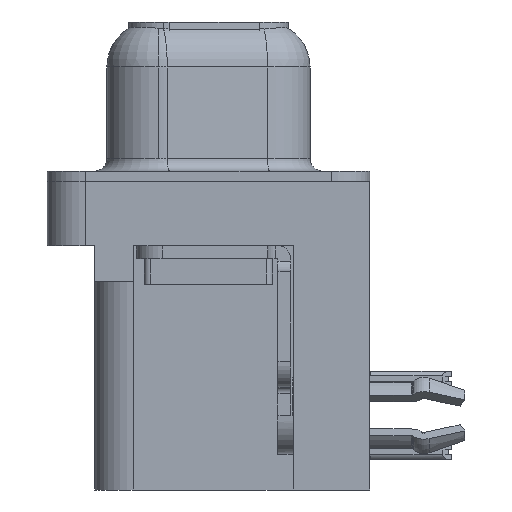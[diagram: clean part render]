
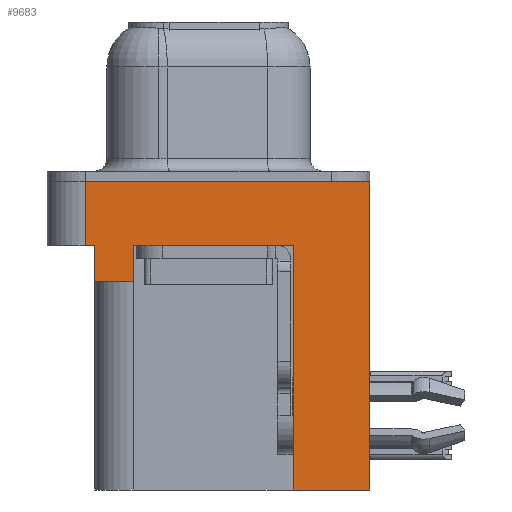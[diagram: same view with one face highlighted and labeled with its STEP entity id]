
A CAD part, left-side view. The second image highlights one B-rep face of the part: STEP entity #9683.
In plain terms, the highlighted planar face has unit normal (-1, 0, 0).
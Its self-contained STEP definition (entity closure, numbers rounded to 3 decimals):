
#351 = EDGE_CURVE ( 'NONE', #13657, #8426, #14581, .T. ) ;
#591 = CARTESIAN_POINT ( 'NONE',  ( -2.91, 2.895, -3.9 ) ) ;
#714 = ORIENTED_EDGE ( 'NONE', *, *, #13064, .F. ) ;
#1625 = CARTESIAN_POINT ( 'NONE',  ( -2.91, 2.895, -2.5 ) ) ;
#1974 = CARTESIAN_POINT ( 'NONE',  ( -2.91, 4.775, -2.5 ) ) ;
#2217 = AXIS2_PLACEMENT_3D ( 'NONE', #21859, #5472, #18293 ) ;
#2328 = DIRECTION ( 'NONE',  ( 0., 0., 1. ) ) ;
#2386 = ORIENTED_EDGE ( 'NONE', *, *, #4821, .F. ) ;
#2389 = LINE ( 'NONE', #6107, #21244 ) ;
#2551 = ORIENTED_EDGE ( 'NONE', *, *, #13401, .F. ) ;
#2792 = CARTESIAN_POINT ( 'NONE',  ( -2.91, -3.295, -12. ) ) ;
#2972 = CARTESIAN_POINT ( 'NONE',  ( -2.91, -6.275, 0. ) ) ;
#3572 = CARTESIAN_POINT ( 'NONE',  ( -2.91, -3.295, -2.5 ) ) ;
#3735 = CARTESIAN_POINT ( 'NONE',  ( -2.91, 4.425, -3.9 ) ) ;
#3934 = ORIENTED_EDGE ( 'NONE', *, *, #12089, .F. ) ;
#4154 = EDGE_CURVE ( 'NONE', #16040, #16452, #17294, .T. ) ;
#4357 = VERTEX_POINT ( 'NONE', #1625 ) ;
#4478 = VECTOR ( 'NONE', #2328, 1000. ) ;
#4821 = EDGE_CURVE ( 'NONE', #16040, #16965, #2389, .T. ) ;
#5472 = DIRECTION ( 'NONE',  ( -1., 0., 0. ) ) ;
#6107 = CARTESIAN_POINT ( 'NONE',  ( -2.91, -3.295, -12. ) ) ;
#7231 = DIRECTION ( 'NONE',  ( 0., 0., 1. ) ) ;
#7385 = EDGE_CURVE ( 'NONE', #4357, #19725, #16056, .T. ) ;
#7938 = ORIENTED_EDGE ( 'NONE', *, *, #19453, .T. ) ;
#8098 = LINE ( 'NONE', #3735, #23526 ) ;
#8151 = VERTEX_POINT ( 'NONE', #591 ) ;
#8200 = CARTESIAN_POINT ( 'NONE',  ( -2.91, 4.775, -2.5 ) ) ;
#8401 = VECTOR ( 'NONE', #21221, 1000. ) ;
#8426 = VERTEX_POINT ( 'NONE', #17689 ) ;
#8736 = CARTESIAN_POINT ( 'NONE',  ( -2.91, 4.425, -3.9 ) ) ;
#8782 = LINE ( 'NONE', #10358, #10781 ) ;
#9536 = EDGE_CURVE ( 'NONE', #16965, #19725, #8782, .T. ) ;
#9683 = ADVANCED_FACE ( 'NONE', ( #14563 ), #12779, .T. ) ;
#10358 = CARTESIAN_POINT ( 'NONE',  ( -2.91, -3.295, -12. ) ) ;
#10472 = DIRECTION ( 'NONE',  ( 0., -1., 0. ) ) ;
#10569 = DIRECTION ( 'NONE',  ( 0., 1., 0. ) ) ;
#10742 = ORIENTED_EDGE ( 'NONE', *, *, #4154, .T. ) ;
#10781 = VECTOR ( 'NONE', #15827, 1000. ) ;
#11010 = VECTOR ( 'NONE', #10569, 1000. ) ;
#11546 = VERTEX_POINT ( 'NONE', #19403 ) ;
#11775 = ORIENTED_EDGE ( 'NONE', *, *, #9536, .F. ) ;
#11861 = VECTOR ( 'NONE', #15625, 1000. ) ;
#12089 = EDGE_CURVE ( 'NONE', #11546, #16452, #13018, .T. ) ;
#12470 = CARTESIAN_POINT ( 'NONE',  ( -2.91, -6.275, -12. ) ) ;
#12779 = PLANE ( 'NONE',  #2217 ) ;
#13018 = LINE ( 'NONE', #13536, #15890 ) ;
#13064 = EDGE_CURVE ( 'NONE', #16803, #8426, #8098, .T. ) ;
#13401 = EDGE_CURVE ( 'NONE', #13657, #11546, #13559, .T. ) ;
#13536 = CARTESIAN_POINT ( 'NONE',  ( -2.91, -6.275, 0. ) ) ;
#13555 = ORIENTED_EDGE ( 'NONE', *, *, #351, .T. ) ;
#13559 = LINE ( 'NONE', #8200, #8401 ) ;
#13657 = VERTEX_POINT ( 'NONE', #1974 ) ;
#14242 = EDGE_LOOP ( 'NONE', ( #3934, #2551, #13555, #714, #22225, #7938, #20197, #11775, #2386, #10742 ) ) ;
#14265 = VECTOR ( 'NONE', #10472, 1000. ) ;
#14563 = FACE_OUTER_BOUND ( 'NONE', #14242, .T. ) ;
#14581 = LINE ( 'NONE', #19681, #14265 ) ;
#15625 = DIRECTION ( 'NONE',  ( 0., 0., 1. ) ) ;
#15827 = DIRECTION ( 'NONE',  ( 0., 0., 1. ) ) ;
#15890 = VECTOR ( 'NONE', #17129, 1000. ) ;
#16040 = VERTEX_POINT ( 'NONE', #12470 ) ;
#16056 = LINE ( 'NONE', #16102, #18618 ) ;
#16102 = CARTESIAN_POINT ( 'NONE',  ( -2.91, -6.275, -2.5 ) ) ;
#16452 = VERTEX_POINT ( 'NONE', #2972 ) ;
#16803 = VERTEX_POINT ( 'NONE', #22534 ) ;
#16855 = DIRECTION ( 'NONE',  ( 0., 1., 0. ) ) ;
#16965 = VERTEX_POINT ( 'NONE', #2792 ) ;
#17129 = DIRECTION ( 'NONE',  ( 0., -1., 0. ) ) ;
#17294 = LINE ( 'NONE', #19064, #11861 ) ;
#17668 = LINE ( 'NONE', #20686, #4478 ) ;
#17689 = CARTESIAN_POINT ( 'NONE',  ( -2.91, 4.425, -2.5 ) ) ;
#17924 = DIRECTION ( 'NONE',  ( 0., -1., 0. ) ) ;
#18293 = DIRECTION ( 'NONE',  ( 0., 0., 1. ) ) ;
#18618 = VECTOR ( 'NONE', #17924, 1000. ) ;
#18741 = LINE ( 'NONE', #8736, #11010 ) ;
#19064 = CARTESIAN_POINT ( 'NONE',  ( -2.91, -6.275, -2.5 ) ) ;
#19403 = CARTESIAN_POINT ( 'NONE',  ( -2.91, 4.775, 0. ) ) ;
#19453 = EDGE_CURVE ( 'NONE', #8151, #4357, #17668, .T. ) ;
#19681 = CARTESIAN_POINT ( 'NONE',  ( -2.91, -6.275, -2.5 ) ) ;
#19725 = VERTEX_POINT ( 'NONE', #3572 ) ;
#20197 = ORIENTED_EDGE ( 'NONE', *, *, #7385, .T. ) ;
#20686 = CARTESIAN_POINT ( 'NONE',  ( -2.91, 2.895, -3.9 ) ) ;
#21221 = DIRECTION ( 'NONE',  ( 0., 0., 1. ) ) ;
#21244 = VECTOR ( 'NONE', #16855, 1000. ) ;
#21859 = CARTESIAN_POINT ( 'NONE',  ( -2.91, -6.275, -2.5 ) ) ;
#22225 = ORIENTED_EDGE ( 'NONE', *, *, #22597, .F. ) ;
#22534 = CARTESIAN_POINT ( 'NONE',  ( -2.91, 4.425, -3.9 ) ) ;
#22597 = EDGE_CURVE ( 'NONE', #8151, #16803, #18741, .T. ) ;
#23526 = VECTOR ( 'NONE', #7231, 1000. ) ;
